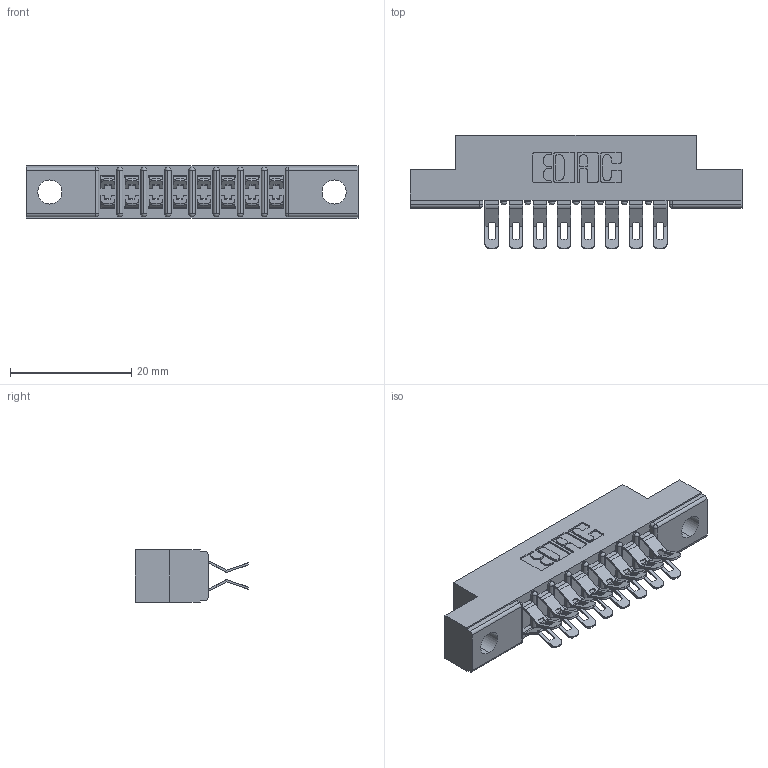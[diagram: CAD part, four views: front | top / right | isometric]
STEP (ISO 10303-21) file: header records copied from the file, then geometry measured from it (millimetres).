
FILE_DESCRIPTION (( 'STEP AP203' ), '1' );
FILE_NAME ('357-016-555-202.STEP', '2019-09-17T19:17:54', ( '' ), ( '' ), 'SwSTEP 2.0', 'SolidWorks 2016', '' );
FILE_SCHEMA (( 'CONFIG_CONTROL_DESIGN' ));
Length unit declared in the file: inch
Products named in the file (3): 357-016-555-202; 307-290-001_555; 307 Part_.128 Dia Mounting Holes
Assembly tree (17 placements, depth 2):
  357-016-555-202
    307 Part_.128 Dia Mounting Holes
    307-290-001_555  x16
Bounding box: 54.71 x 18.75 x 8.71 mm (x, y, z)
Volume: 3540.1 mm3; surface area: 5632.7 mm2
Topology: 17 solids, 17 shells, 1103 faces, 3219 edges, 2098 vertices
Faces by surface type: plane 614, cylinder 471, sphere 18
Entity records: 11845 total; most frequent: CARTESIAN_POINT 1952, DIRECTION 1934, ORIENTED_EDGE 1932, EDGE_CURVE 966, VECTOR 714, LINE 714, VERTEX_POINT 628, AXIS2_PLACEMENT_3D 610
